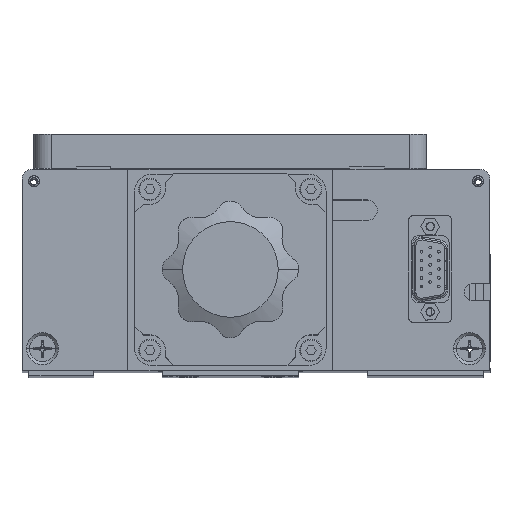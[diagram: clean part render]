
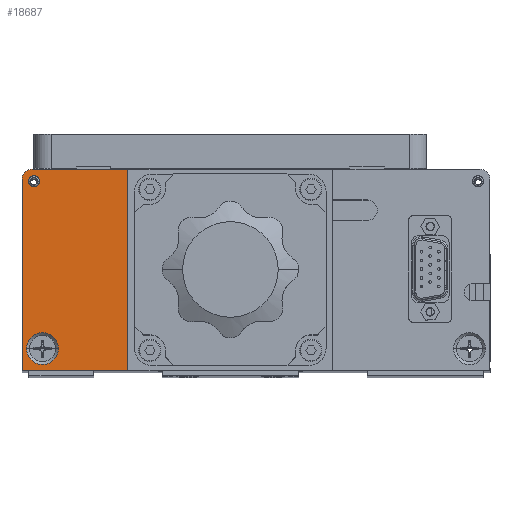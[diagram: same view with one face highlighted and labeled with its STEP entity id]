
A CAD part, top view. The second image highlights one B-rep face of the part: STEP entity #18687.
In plain terms, the highlighted planar face has unit normal (0, 0, 1).
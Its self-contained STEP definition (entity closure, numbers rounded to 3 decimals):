
#150 = EDGE_LOOP ( 'NONE', ( #6136, #27126 ) ) ;
#406 = AXIS2_PLACEMENT_3D ( 'NONE', #34023, #14402, #37334 ) ;
#411 = CARTESIAN_POINT ( 'NONE',  ( -69.43, 46.896, 102.239 ) ) ;
#784 = CIRCLE ( 'NONE', #24881, 3. ) ;
#2652 = VECTOR ( 'NONE', #26707, 1000. ) ;
#2751 = EDGE_LOOP ( 'NONE', ( #8521, #25228 ) ) ;
#3940 = CARTESIAN_POINT ( 'NONE',  ( -69.98, -2.104, 102.239 ) ) ;
#4119 = VECTOR ( 'NONE', #11053, 1000. ) ;
#4213 = DIRECTION ( 'NONE',  ( 0., 0., 1. ) ) ;
#4555 = VECTOR ( 'NONE', #35136, 1000. ) ;
#5017 = FACE_OUTER_BOUND ( 'NONE', #6239, .T. ) ;
#6136 = ORIENTED_EDGE ( 'NONE', *, *, #29078, .F. ) ;
#6239 = EDGE_LOOP ( 'NONE', ( #18527, #20787, #20726, #23893, #7896 ) ) ;
#6473 = CIRCLE ( 'NONE', #37500, 4.7 ) ;
#6759 = VERTEX_POINT ( 'NONE', #23510 ) ;
#7164 = CIRCLE ( 'NONE', #10221, 1.65 ) ;
#7896 = ORIENTED_EDGE ( 'NONE', *, *, #15663, .T. ) ;
#8342 = EDGE_CURVE ( 'NONE', #34971, #18851, #13262, .T. ) ;
#8521 = ORIENTED_EDGE ( 'NONE', *, *, #29866, .F. ) ;
#9237 = DIRECTION ( 'NONE',  ( 0., 0., 1. ) ) ;
#10221 = AXIS2_PLACEMENT_3D ( 'NONE', #18602, #41548, #21869 ) ;
#10228 = AXIS2_PLACEMENT_3D ( 'NONE', #23828, #4213, #27113 ) ;
#11053 = DIRECTION ( 'NONE',  ( 0., -1., 0. ) ) ;
#11342 = LINE ( 'NONE', #13539, #2652 ) ;
#11429 = VERTEX_POINT ( 'NONE', #411 ) ;
#12224 = CARTESIAN_POINT ( 'NONE',  ( -40.28, 50.396, 102.239 ) ) ;
#12685 = FACE_BOUND ( 'NONE', #150, .T. ) ;
#13038 = DIRECTION ( 'NONE',  ( 0., 0., 1. ) ) ;
#13262 = LINE ( 'NONE', #12224, #4555 ) ;
#13539 = CARTESIAN_POINT ( 'NONE',  ( -40.28, -8.604, 102.239 ) ) ;
#13725 = EDGE_CURVE ( 'NONE', #18124, #6759, #19660, .T. ) ;
#14402 = DIRECTION ( 'NONE',  ( 0., 0., 1. ) ) ;
#15261 = CARTESIAN_POINT ( 'NONE',  ( -71.28, 47.396, 102.239 ) ) ;
#15663 = EDGE_CURVE ( 'NONE', #18851, #38935, #37808, .T. ) ;
#16056 = DIRECTION ( 'NONE',  ( 0., 0., 1. ) ) ;
#16607 = CARTESIAN_POINT ( 'NONE',  ( -66.13, 46.896, 102.239 ) ) ;
#17877 = EDGE_CURVE ( 'NONE', #23350, #11429, #26156, .T. ) ;
#18124 = VERTEX_POINT ( 'NONE', #3940 ) ;
#18270 = CARTESIAN_POINT ( 'NONE',  ( -40.28, 50.396, 102.239 ) ) ;
#18527 = ORIENTED_EDGE ( 'NONE', *, *, #19534, .T. ) ;
#18602 = CARTESIAN_POINT ( 'NONE',  ( -67.78, 46.896, 102.239 ) ) ;
#18687 = ADVANCED_FACE ( 'NONE', ( #37834, #5017, #12685 ), #30584, .T. ) ;
#18851 = VERTEX_POINT ( 'NONE', #18270 ) ;
#19534 = EDGE_CURVE ( 'NONE', #38935, #20945, #784, .T. ) ;
#19619 = VERTEX_POINT ( 'NONE', #42415 ) ;
#19660 = CIRCLE ( 'NONE', #10228, 4.7 ) ;
#20726 = ORIENTED_EDGE ( 'NONE', *, *, #36241, .T. ) ;
#20787 = ORIENTED_EDGE ( 'NONE', *, *, #28957, .T. ) ;
#20945 = VERTEX_POINT ( 'NONE', #15261 ) ;
#21260 = DIRECTION ( 'NONE',  ( -1., 0., 0. ) ) ;
#21869 = DIRECTION ( 'NONE',  ( 1., 0., 0. ) ) ;
#23350 = VERTEX_POINT ( 'NONE', #16607 ) ;
#23510 = CARTESIAN_POINT ( 'NONE',  ( -60.58, -2.104, 102.239 ) ) ;
#23828 = CARTESIAN_POINT ( 'NONE',  ( -65.28, -2.104, 102.239 ) ) ;
#23893 = ORIENTED_EDGE ( 'NONE', *, *, #8342, .T. ) ;
#24881 = AXIS2_PLACEMENT_3D ( 'NONE', #35677, #16056, #38964 ) ;
#24963 = VECTOR ( 'NONE', #21260, 1000. ) ;
#25228 = ORIENTED_EDGE ( 'NONE', *, *, #13725, .F. ) ;
#26156 = CIRCLE ( 'NONE', #38251, 1.65 ) ;
#26707 = DIRECTION ( 'NONE',  ( 1., 0., 0. ) ) ;
#27113 = DIRECTION ( 'NONE',  ( 1., 0., 0. ) ) ;
#27126 = ORIENTED_EDGE ( 'NONE', *, *, #17877, .F. ) ;
#27354 = CARTESIAN_POINT ( 'NONE',  ( -71.28, 47.396, 102.239 ) ) ;
#28910 = CARTESIAN_POINT ( 'NONE',  ( -67.78, 46.896, 102.239 ) ) ;
#28957 = EDGE_CURVE ( 'NONE', #20945, #19619, #38973, .T. ) ;
#29018 = CARTESIAN_POINT ( 'NONE',  ( -68.28, 50.396, 102.239 ) ) ;
#29078 = EDGE_CURVE ( 'NONE', #11429, #23350, #7164, .T. ) ;
#29444 = CARTESIAN_POINT ( 'NONE',  ( -40.28, -8.604, 102.239 ) ) ;
#29866 = EDGE_CURVE ( 'NONE', #6759, #18124, #6473, .T. ) ;
#30584 = PLANE ( 'NONE',  #406 ) ;
#32162 = DIRECTION ( 'NONE',  ( 1., 0., 0. ) ) ;
#32663 = CARTESIAN_POINT ( 'NONE',  ( -65.28, -2.104, 102.239 ) ) ;
#34023 = CARTESIAN_POINT ( 'NONE',  ( -68.28, 47.396, 102.239 ) ) ;
#34295 = CARTESIAN_POINT ( 'NONE',  ( -40.28, 50.396, 102.239 ) ) ;
#34971 = VERTEX_POINT ( 'NONE', #29444 ) ;
#35136 = DIRECTION ( 'NONE',  ( 0., 1., 0. ) ) ;
#35677 = CARTESIAN_POINT ( 'NONE',  ( -68.28, 47.396, 102.239 ) ) ;
#35965 = DIRECTION ( 'NONE',  ( 1., 0., 0. ) ) ;
#36241 = EDGE_CURVE ( 'NONE', #19619, #34971, #11342, .T. ) ;
#37334 = DIRECTION ( 'NONE',  ( 1., 0., 0. ) ) ;
#37500 = AXIS2_PLACEMENT_3D ( 'NONE', #32663, #13038, #35965 ) ;
#37808 = LINE ( 'NONE', #34295, #24963 ) ;
#37834 = FACE_BOUND ( 'NONE', #2751, .T. ) ;
#38251 = AXIS2_PLACEMENT_3D ( 'NONE', #28910, #9237, #32162 ) ;
#38935 = VERTEX_POINT ( 'NONE', #29018 ) ;
#38964 = DIRECTION ( 'NONE',  ( 1., 0., 0. ) ) ;
#38973 = LINE ( 'NONE', #27354, #4119 ) ;
#41548 = DIRECTION ( 'NONE',  ( 0., 0., 1. ) ) ;
#42415 = CARTESIAN_POINT ( 'NONE',  ( -71.28, -8.604, 102.239 ) ) ;
